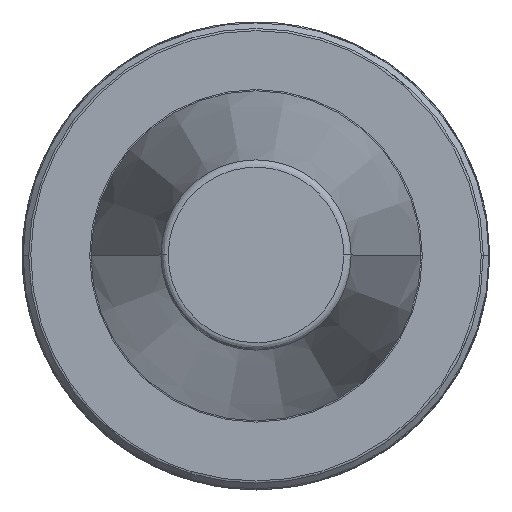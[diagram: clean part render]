
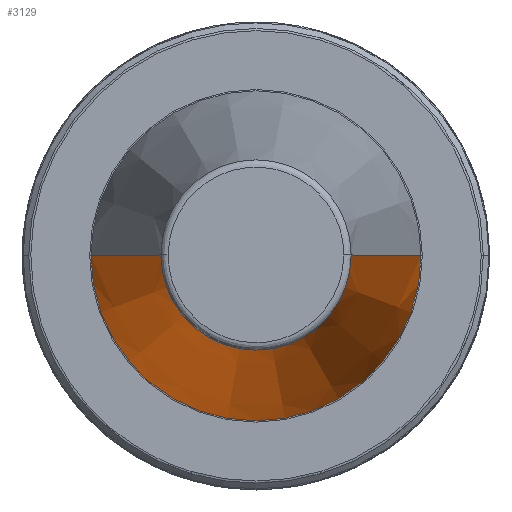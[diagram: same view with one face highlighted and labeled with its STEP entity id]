
A CAD part, top view. The second image highlights one B-rep face of the part: STEP entity #3129.
In plain terms, the highlighted conical face has half-angle 8.297 degrees and reference radius 12.812 mm.
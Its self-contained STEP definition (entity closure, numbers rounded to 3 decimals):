
#167 = VERTEX_POINT ( 'NONE', #1663 ) ;
#172 = VERTEX_POINT ( 'NONE', #1690 ) ;
#181 = CARTESIAN_POINT ( 'NONE',  ( -12.812, 0., 64.544 ) ) ;
#383 = DIRECTION ( 'NONE',  ( -1., 0., 0. ) ) ;
#479 = VECTOR ( 'NONE', #3290, 1000. ) ;
#496 = CARTESIAN_POINT ( 'NONE',  ( 0., 0., 64.544 ) ) ;
#501 = VECTOR ( 'NONE', #3330, 1000. ) ;
#512 = LINE ( 'NONE', #3404, #501 ) ;
#532 = DIRECTION ( 'NONE',  ( 0., 0., -1. ) ) ;
#560 = LINE ( 'NONE', #3297, #479 ) ;
#597 = ORIENTED_EDGE ( 'NONE', *, *, #981, .F. ) ;
#640 = ORIENTED_EDGE ( 'NONE', *, *, #3818, .F. ) ;
#675 = ORIENTED_EDGE ( 'NONE', *, *, #993, .T. ) ;
#724 = VERTEX_POINT ( 'NONE', #181 ) ;
#764 = ORIENTED_EDGE ( 'NONE', *, *, #3724, .T. ) ;
#820 = DIRECTION ( 'NONE',  ( -1., 0., 0. ) ) ;
#831 = AXIS2_PLACEMENT_3D ( 'NONE', #496, #1153, #820 ) ;
#981 = EDGE_CURVE ( 'NONE', #172, #167, #512, .T. ) ;
#993 = EDGE_CURVE ( 'NONE', #724, #3482, #560, .T. ) ;
#1153 = DIRECTION ( 'NONE',  ( 0., 0., 1. ) ) ;
#1379 = AXIS2_PLACEMENT_3D ( 'NONE', #1468, #532, #383 ) ;
#1468 = CARTESIAN_POINT ( 'NONE',  ( 0., 0., 64.544 ) ) ;
#1663 = CARTESIAN_POINT ( 'NONE',  ( 22.225, 0., 0. ) ) ;
#1690 = CARTESIAN_POINT ( 'NONE',  ( 12.812, 0., 64.544 ) ) ;
#2537 = CARTESIAN_POINT ( 'NONE',  ( -22.225, 0., 0. ) ) ;
#2581 = DIRECTION ( 'NONE',  ( 0., 0., 1. ) ) ;
#2717 = FACE_OUTER_BOUND ( 'NONE', #2887, .T. ) ;
#2766 = CONICAL_SURFACE ( 'NONE', #1379, 12.812, 0.145 ) ;
#2887 = EDGE_LOOP ( 'NONE', ( #597, #640, #675, #764 ) ) ;
#3129 = ADVANCED_FACE ( 'NONE', ( #2717 ), #2766, .T. ) ;
#3161 = CIRCLE ( 'NONE', #3849, 22.225 ) ;
#3221 = CIRCLE ( 'NONE', #831, 12.812 ) ;
#3290 = DIRECTION ( 'NONE',  ( -0.144, 0., -0.99 ) ) ;
#3297 = CARTESIAN_POINT ( 'NONE',  ( -12.812, 0., 64.544 ) ) ;
#3330 = DIRECTION ( 'NONE',  ( 0.144, 0., -0.99 ) ) ;
#3404 = CARTESIAN_POINT ( 'NONE',  ( 12.812, 0., 64.544 ) ) ;
#3455 = CARTESIAN_POINT ( 'NONE',  ( 0., 0., 0. ) ) ;
#3482 = VERTEX_POINT ( 'NONE', #2537 ) ;
#3486 = DIRECTION ( 'NONE',  ( 1., 0., 0. ) ) ;
#3724 = EDGE_CURVE ( 'NONE', #3482, #167, #3161, .T. ) ;
#3818 = EDGE_CURVE ( 'NONE', #724, #172, #3221, .T. ) ;
#3849 = AXIS2_PLACEMENT_3D ( 'NONE', #3455, #2581, #3486 ) ;
